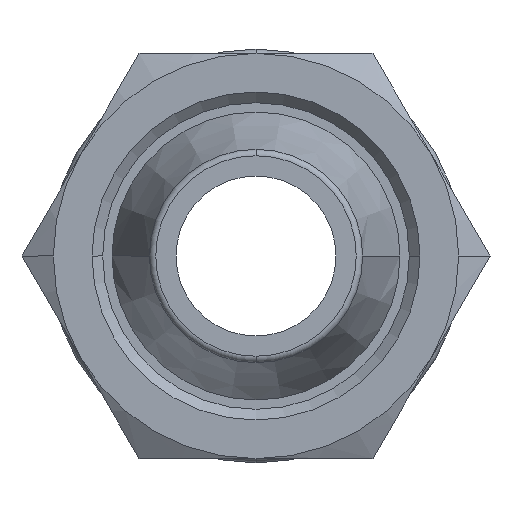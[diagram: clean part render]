
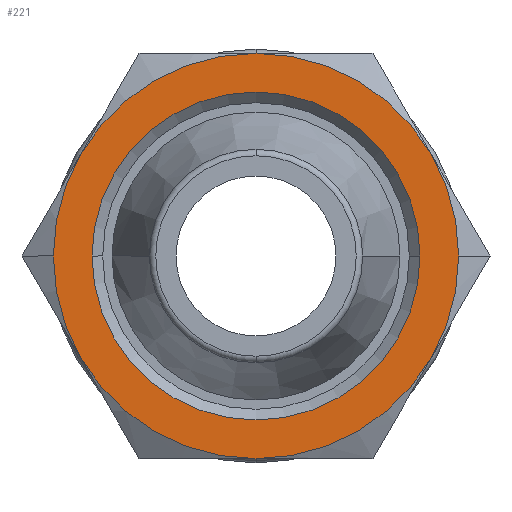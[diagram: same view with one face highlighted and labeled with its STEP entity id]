
A CAD part, left-side view. The second image highlights one B-rep face of the part: STEP entity #221.
In plain terms, the highlighted planar face has unit normal (-1, 0, 0).
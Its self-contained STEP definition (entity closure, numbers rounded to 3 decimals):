
#221=ADVANCED_FACE('',(#526,#527),#528,.F.);
#526=FACE_OUTER_BOUND('',#912,.T.);
#527=FACE_BOUND('',#913,.T.);
#528=PLANE('',#914);
#912=EDGE_LOOP('',(#1516,#1517,#1518,#1519,#1520,#1521,#1522,#1523));
#913=EDGE_LOOP('',(#1524,#1525));
#914=AXIS2_PLACEMENT_3D('',#1526,#1527,#1528);
#1516=ORIENTED_EDGE('',*,*,#2276,.T.);
#1517=ORIENTED_EDGE('',*,*,#2411,.T.);
#1518=ORIENTED_EDGE('',*,*,#2412,.F.);
#1519=ORIENTED_EDGE('',*,*,#2413,.F.);
#1520=ORIENTED_EDGE('',*,*,#2414,.T.);
#1521=ORIENTED_EDGE('',*,*,#2415,.T.);
#1522=ORIENTED_EDGE('',*,*,#2236,.F.);
#1523=ORIENTED_EDGE('',*,*,#2416,.F.);
#1524=ORIENTED_EDGE('',*,*,#2270,.T.);
#1525=ORIENTED_EDGE('',*,*,#2417,.T.);
#1526=CARTESIAN_POINT('',(-4.3,0.0,0.0));
#1527=DIRECTION('',(1.0,0.0,0.0));
#1528=DIRECTION('',(0.0,-1.0,0.0));
#2236=EDGE_CURVE('',#2657,#2658,#2659,.T.);
#2270=EDGE_CURVE('',#2714,#2716,#2718,.T.);
#2276=EDGE_CURVE('',#2726,#2723,#2727,.T.);
#2411=EDGE_CURVE('',#2723,#2943,#2944,.T.);
#2412=EDGE_CURVE('',#2837,#2943,#2945,.T.);
#2413=EDGE_CURVE('',#2946,#2837,#2947,.T.);
#2414=EDGE_CURVE('',#2946,#2948,#2949,.T.);
#2415=EDGE_CURVE('',#2948,#2658,#2950,.T.);
#2416=EDGE_CURVE('',#2726,#2657,#2951,.T.);
#2417=EDGE_CURVE('',#2716,#2714,#2952,.T.);
#2657=VERTEX_POINT('',#3248);
#2658=VERTEX_POINT('',#3249);
#2659=CIRCLE('',#3250,9.5);
#2714=VERTEX_POINT('',#3360);
#2716=VERTEX_POINT('',#3363);
#2718=CIRCLE('',#3366,7.688);
#2723=VERTEX_POINT('',#3371);
#2726=VERTEX_POINT('',#3375);
#2727=CIRCLE('',#3376,9.5);
#2837=VERTEX_POINT('',#3534);
#2943=VERTEX_POINT('',#3730);
#2944=CIRCLE('',#3731,9.5);
#2945=CIRCLE('',#3732,9.5);
#2946=VERTEX_POINT('',#3733);
#2947=CIRCLE('',#3734,9.5);
#2948=VERTEX_POINT('',#3735);
#2949=CIRCLE('',#3736,9.5);
#2950=CIRCLE('',#3737,9.5);
#2951=CIRCLE('',#3738,9.5);
#2952=CIRCLE('',#3739,7.688);
#3248=CARTESIAN_POINT('',(-4.3,0.,9.5));
#3249=CARTESIAN_POINT('',(-4.3,-8.227,4.75));
#3250=AXIS2_PLACEMENT_3D('',#4144,#4145,#4146);
#3360=CARTESIAN_POINT('',(-4.3,-7.688,0.0));
#3363=CARTESIAN_POINT('',(-4.3,7.688,0.));
#3366=AXIS2_PLACEMENT_3D('',#4189,#4190,#4191);
#3371=CARTESIAN_POINT('',(-4.3,9.5,0.));
#3375=CARTESIAN_POINT('',(-4.3,8.227,4.75));
#3376=AXIS2_PLACEMENT_3D('',#4199,#4200,#4201);
#3534=CARTESIAN_POINT('',(-4.3,0.,-9.5));
#3730=CARTESIAN_POINT('',(-4.3,8.227,-4.75));
#3731=AXIS2_PLACEMENT_3D('',#4400,#4401,#4402);
#3732=AXIS2_PLACEMENT_3D('',#4403,#4404,#4405);
#3733=CARTESIAN_POINT('',(-4.3,-8.227,-4.75));
#3734=AXIS2_PLACEMENT_3D('',#4406,#4407,#4408);
#3735=CARTESIAN_POINT('',(-4.3,-9.5,0.));
#3736=AXIS2_PLACEMENT_3D('',#4409,#4410,#4411);
#3737=AXIS2_PLACEMENT_3D('',#4412,#4413,#4414);
#3738=AXIS2_PLACEMENT_3D('',#4415,#4416,#4417);
#3739=AXIS2_PLACEMENT_3D('',#4418,#4419,#4420);
#4144=CARTESIAN_POINT('',(-4.3,0.0,0.0));
#4145=DIRECTION('',(1.0,0.0,-0.0));
#4146=DIRECTION('',(0.0,0.,1.0));
#4189=CARTESIAN_POINT('',(-4.3,0.0,0.0));
#4190=DIRECTION('',(1.0,0.0,0.0));
#4191=DIRECTION('',(0.0,1.0,0.0));
#4199=CARTESIAN_POINT('',(-4.3,0.0,0.0));
#4200=DIRECTION('',(-1.0,0.0,0.0));
#4201=DIRECTION('',(0.0,0.866,0.5));
#4400=CARTESIAN_POINT('',(-4.3,0.0,0.0));
#4401=DIRECTION('',(-1.0,0.0,0.0));
#4402=DIRECTION('',(0.0,0.866,0.5));
#4403=CARTESIAN_POINT('',(-4.3,0.0,0.0));
#4404=DIRECTION('',(1.0,0.0,0.0));
#4405=DIRECTION('',(0.0,0.,-1.0));
#4406=CARTESIAN_POINT('',(-4.3,0.0,0.0));
#4407=DIRECTION('',(1.0,0.0,0.0));
#4408=DIRECTION('',(0.0,-0.866,-0.5));
#4409=CARTESIAN_POINT('',(-4.3,0.0,0.0));
#4410=DIRECTION('',(-1.0,-0.0,0.0));
#4411=DIRECTION('',(0.0,-0.866,-0.5));
#4412=CARTESIAN_POINT('',(-4.3,0.0,0.0));
#4413=DIRECTION('',(-1.0,-0.0,0.0));
#4414=DIRECTION('',(0.0,-0.866,-0.5));
#4415=CARTESIAN_POINT('',(-4.3,0.0,0.0));
#4416=DIRECTION('',(1.0,0.0,-0.0));
#4417=DIRECTION('',(0.0,0.866,0.5));
#4418=CARTESIAN_POINT('',(-4.3,0.0,0.0));
#4419=DIRECTION('',(1.0,0.0,0.0));
#4420=DIRECTION('',(0.0,1.0,0.0));
